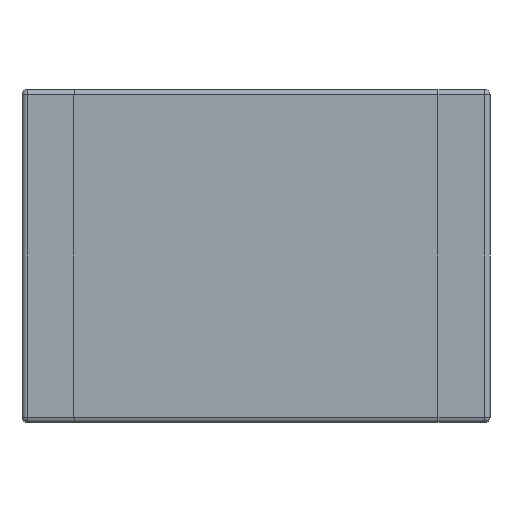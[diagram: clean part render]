
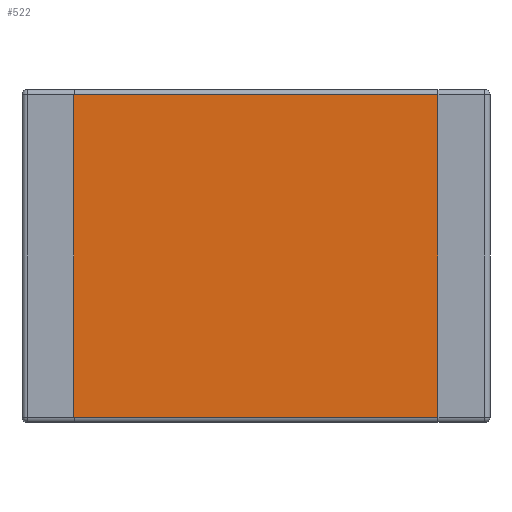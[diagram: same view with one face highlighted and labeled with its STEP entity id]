
A CAD part, front view. The second image highlights one B-rep face of the part: STEP entity #522.
In plain terms, the highlighted planar face has unit normal (0, -1, 0).
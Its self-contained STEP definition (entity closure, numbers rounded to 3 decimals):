
#492 = EDGE_CURVE ( 'NONE', #524, #572, #862, .T. ) ;
#509 = EDGE_CURVE ( 'NONE', #566, #642, #962, .T. ) ;
#510 = ORIENTED_EDGE ( 'NONE', *, *, #509, .T. ) ;
#511 = ORIENTED_EDGE ( 'NONE', *, *, #571, .F. ) ;
#520 = EDGE_LOOP ( 'NONE', ( #582, #575, #511, #510 ) ) ;
#522 = ADVANCED_FACE ( 'NONE', ( #947 ), #991, .T. ) ;
#524 = VERTEX_POINT ( 'NONE', #986 ) ;
#566 = VERTEX_POINT ( 'NONE', #1113 ) ;
#571 = EDGE_CURVE ( 'NONE', #566, #572, #1154, .T. ) ;
#572 = VERTEX_POINT ( 'NONE', #1150 ) ;
#575 = ORIENTED_EDGE ( 'NONE', *, *, #492, .T. ) ;
#582 = ORIENTED_EDGE ( 'NONE', *, *, #585, .F. ) ;
#585 = EDGE_CURVE ( 'NONE', #524, #642, #1184, .T. ) ;
#642 = VERTEX_POINT ( 'NONE', #1362 ) ;
#859 = DIRECTION ( 'NONE',  ( 1., 0., 0. ) ) ;
#860 = VECTOR ( 'NONE', #859, 1000. ) ;
#861 = CARTESIAN_POINT ( 'NONE',  ( 2.25, 0., -1.55 ) ) ;
#862 = LINE ( 'NONE', #861, #860 ) ;
#947 = FACE_OUTER_BOUND ( 'NONE', #520, .T. ) ;
#959 = DIRECTION ( 'NONE',  ( -1., 0., 0. ) ) ;
#960 = VECTOR ( 'NONE', #959, 1000. ) ;
#961 = CARTESIAN_POINT ( 'NONE',  ( -2.25, 0., 1.55 ) ) ;
#962 = LINE ( 'NONE', #961, #960 ) ;
#986 = CARTESIAN_POINT ( 'NONE',  ( -1.75, 0., -1.55 ) ) ;
#987 = DIRECTION ( 'NONE',  ( 0., 0., -1. ) ) ;
#988 = DIRECTION ( 'NONE',  ( 0., -1., 0. ) ) ;
#989 = CARTESIAN_POINT ( 'NONE',  ( 2.25, 0., -1.6 ) ) ;
#990 = AXIS2_PLACEMENT_3D ( 'NONE', #989, #988, #987 ) ;
#991 = PLANE ( 'NONE',  #990 ) ;
#1113 = CARTESIAN_POINT ( 'NONE',  ( 1.75, 0., 1.55 ) ) ;
#1150 = CARTESIAN_POINT ( 'NONE',  ( 1.75, 0., -1.55 ) ) ;
#1151 = DIRECTION ( 'NONE',  ( 0., 0., -1. ) ) ;
#1152 = VECTOR ( 'NONE', #1151, 1000. ) ;
#1153 = CARTESIAN_POINT ( 'NONE',  ( 1.75, 0., -1.6 ) ) ;
#1154 = LINE ( 'NONE', #1153, #1152 ) ;
#1181 = DIRECTION ( 'NONE',  ( 0., 0., 1. ) ) ;
#1182 = VECTOR ( 'NONE', #1181, 1000. ) ;
#1183 = CARTESIAN_POINT ( 'NONE',  ( -1.75, 0., -1.6 ) ) ;
#1184 = LINE ( 'NONE', #1183, #1182 ) ;
#1362 = CARTESIAN_POINT ( 'NONE',  ( -1.75, 0., 1.55 ) ) ;
